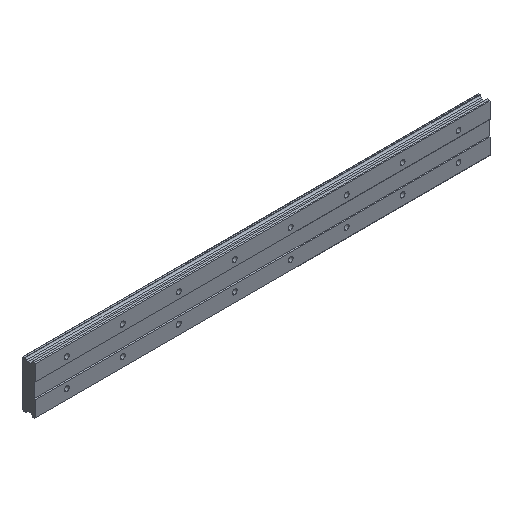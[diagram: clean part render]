
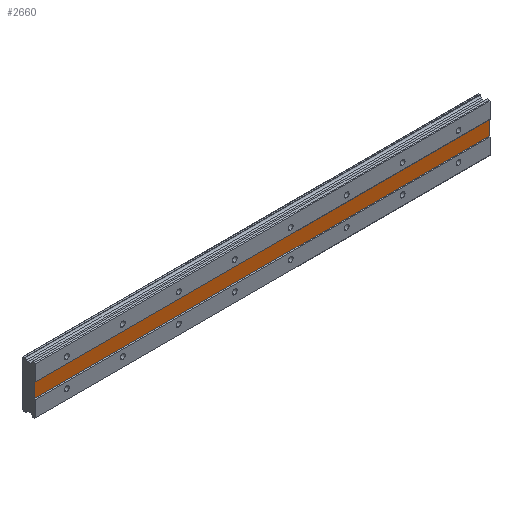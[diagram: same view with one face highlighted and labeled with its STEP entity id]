
A CAD part, isometric view. The second image highlights one B-rep face of the part: STEP entity #2660.
In plain terms, the highlighted planar face has unit normal (0, -1, 0).
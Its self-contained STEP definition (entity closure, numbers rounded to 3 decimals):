
#27 = ORIENTED_EDGE ( 'NONE', *, *, #581, .T. ) ;
#286 = DIRECTION ( 'NONE',  ( -1., 0., 0. ) ) ;
#378 = VERTEX_POINT ( 'NONE', #1331 ) ;
#430 = ORIENTED_EDGE ( 'NONE', *, *, #627, .T. ) ;
#575 = CARTESIAN_POINT ( 'NONE',  ( -45., 1., -10. ) ) ;
#581 = EDGE_CURVE ( 'NONE', #912, #378, #1683, .T. ) ;
#621 = FACE_OUTER_BOUND ( 'NONE', #3461, .T. ) ;
#627 = EDGE_CURVE ( 'NONE', #378, #2083, #1949, .T. ) ;
#814 = VECTOR ( 'NONE', #1576, 1000. ) ;
#912 = VERTEX_POINT ( 'NONE', #2254 ) ;
#1204 = DIRECTION ( 'NONE',  ( 0., 1., 0. ) ) ;
#1243 = DIRECTION ( 'NONE',  ( 0., 0., 1. ) ) ;
#1331 = CARTESIAN_POINT ( 'NONE',  ( -45., 1., 10. ) ) ;
#1341 = VERTEX_POINT ( 'NONE', #2518 ) ;
#1364 = CARTESIAN_POINT ( 'NONE',  ( 605., 1., 10. ) ) ;
#1372 = EDGE_CURVE ( 'NONE', #1341, #2083, #1974, .T. ) ;
#1452 = LINE ( 'NONE', #2945, #814 ) ;
#1499 = CARTESIAN_POINT ( 'NONE',  ( 605., 1., 10. ) ) ;
#1555 = VECTOR ( 'NONE', #2720, 1000. ) ;
#1576 = DIRECTION ( 'NONE',  ( 0., 0., -1. ) ) ;
#1683 = LINE ( 'NONE', #1364, #3115 ) ;
#1728 = VECTOR ( 'NONE', #2215, 1000. ) ;
#1949 = LINE ( 'NONE', #3280, #1555 ) ;
#1974 = LINE ( 'NONE', #3114, #1728 ) ;
#2083 = VERTEX_POINT ( 'NONE', #575 ) ;
#2215 = DIRECTION ( 'NONE',  ( -1., 0., 0. ) ) ;
#2220 = AXIS2_PLACEMENT_3D ( 'NONE', #1499, #1204, #1243 ) ;
#2254 = CARTESIAN_POINT ( 'NONE',  ( 605., 1., 10. ) ) ;
#2518 = CARTESIAN_POINT ( 'NONE',  ( 605., 1., -10. ) ) ;
#2565 = PLANE ( 'NONE',  #2220 ) ;
#2660 = ADVANCED_FACE ( 'NONE', ( #621 ), #2565, .F. ) ;
#2720 = DIRECTION ( 'NONE',  ( 0., 0., -1. ) ) ;
#2773 = ORIENTED_EDGE ( 'NONE', *, *, #1372, .F. ) ;
#2777 = ORIENTED_EDGE ( 'NONE', *, *, #3447, .F. ) ;
#2945 = CARTESIAN_POINT ( 'NONE',  ( 605., 1., 34.482 ) ) ;
#3114 = CARTESIAN_POINT ( 'NONE',  ( 605., 1., -10. ) ) ;
#3115 = VECTOR ( 'NONE', #286, 1000. ) ;
#3280 = CARTESIAN_POINT ( 'NONE',  ( -45., 1., 34.482 ) ) ;
#3447 = EDGE_CURVE ( 'NONE', #912, #1341, #1452, .T. ) ;
#3461 = EDGE_LOOP ( 'NONE', ( #2773, #2777, #27, #430 ) ) ;
